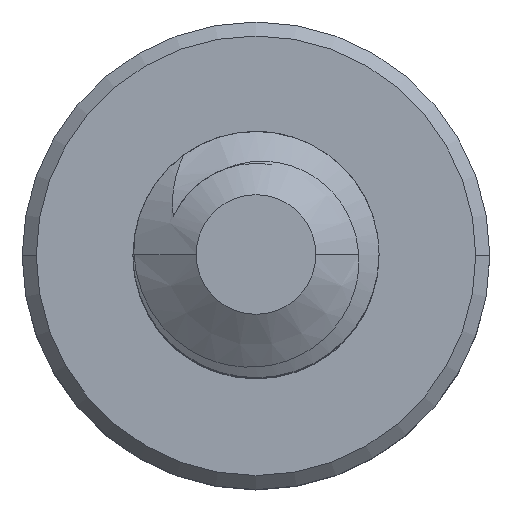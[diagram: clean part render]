
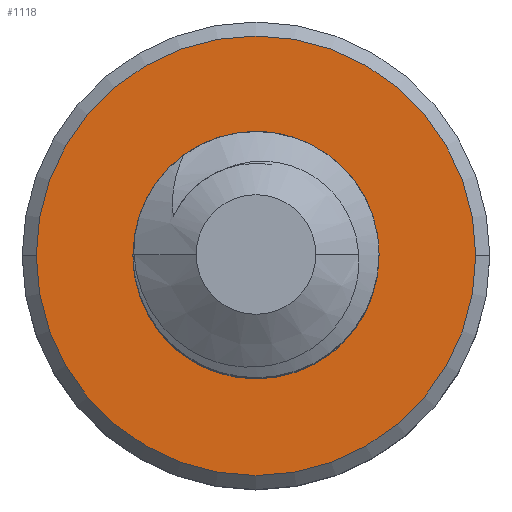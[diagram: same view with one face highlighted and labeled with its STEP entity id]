
A CAD part, top view. The second image highlights one B-rep face of the part: STEP entity #1118.
In plain terms, the highlighted planar face has unit normal (0, 0, 1).
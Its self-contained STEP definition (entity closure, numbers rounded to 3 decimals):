
#25 = ORIENTED_EDGE ( 'NONE', *, *, #2360, .F. ) ;
#133 = DIRECTION ( 'NONE',  ( 0., 0., 1. ) ) ;
#280 = EDGE_CURVE ( 'NONE', #3919, #2940, #2438, .T. ) ;
#365 = EDGE_LOOP ( 'NONE', ( #25, #2566 ) ) ;
#606 = DIRECTION ( 'NONE',  ( 1., 0., 0. ) ) ;
#705 = VERTEX_POINT ( 'NONE', #854 ) ;
#826 = FACE_BOUND ( 'NONE', #365, .T. ) ;
#854 = CARTESIAN_POINT ( 'NONE',  ( -1.786, 0., -6. ) ) ;
#891 = AXIS2_PLACEMENT_3D ( 'NONE', #2976, #953, #2255 ) ;
#933 = CIRCLE ( 'NONE', #891, 1.786 ) ;
#953 = DIRECTION ( 'NONE',  ( 0., 0., 1. ) ) ;
#1016 = CARTESIAN_POINT ( 'NONE',  ( 1.786, 0., -6. ) ) ;
#1084 = ORIENTED_EDGE ( 'NONE', *, *, #4212, .T. ) ;
#1118 = ADVANCED_FACE ( 'NONE', ( #3571, #826 ), #2033, .F. ) ;
#1254 = DIRECTION ( 'NONE',  ( 0., 0., 1. ) ) ;
#1469 = DIRECTION ( 'NONE',  ( -1., 0., 0. ) ) ;
#1572 = CIRCLE ( 'NONE', #4302, 1. ) ;
#1904 = CARTESIAN_POINT ( 'NONE',  ( 1., 0., -6. ) ) ;
#1960 = AXIS2_PLACEMENT_3D ( 'NONE', #3116, #133, #1469 ) ;
#2033 = PLANE ( 'NONE',  #3036 ) ;
#2072 = DIRECTION ( 'NONE',  ( 0., 0., 1. ) ) ;
#2086 = DIRECTION ( 'NONE',  ( 1., 0., 0. ) ) ;
#2255 = DIRECTION ( 'NONE',  ( -1., 0., 0. ) ) ;
#2360 = EDGE_CURVE ( 'NONE', #2940, #3919, #1572, .T. ) ;
#2430 = CARTESIAN_POINT ( 'NONE',  ( 0., 0., -6. ) ) ;
#2438 = CIRCLE ( 'NONE', #3941, 1. ) ;
#2442 = EDGE_CURVE ( 'NONE', #3229, #705, #933, .T. ) ;
#2566 = ORIENTED_EDGE ( 'NONE', *, *, #280, .F. ) ;
#2795 = ORIENTED_EDGE ( 'NONE', *, *, #2442, .T. ) ;
#2940 = VERTEX_POINT ( 'NONE', #1904 ) ;
#2976 = CARTESIAN_POINT ( 'NONE',  ( 0., 0., -6. ) ) ;
#3036 = AXIS2_PLACEMENT_3D ( 'NONE', #3368, #4356, #3043 ) ;
#3043 = DIRECTION ( 'NONE',  ( -1., 0., 0. ) ) ;
#3079 = EDGE_LOOP ( 'NONE', ( #1084, #2795 ) ) ;
#3116 = CARTESIAN_POINT ( 'NONE',  ( 0., 0., -6. ) ) ;
#3229 = VERTEX_POINT ( 'NONE', #1016 ) ;
#3368 = CARTESIAN_POINT ( 'NONE',  ( 0., 0., -6. ) ) ;
#3571 = FACE_OUTER_BOUND ( 'NONE', #3079, .T. ) ;
#3606 = CARTESIAN_POINT ( 'NONE',  ( -1., 0., -6. ) ) ;
#3767 = CIRCLE ( 'NONE', #1960, 1.786 ) ;
#3919 = VERTEX_POINT ( 'NONE', #3606 ) ;
#3941 = AXIS2_PLACEMENT_3D ( 'NONE', #2430, #2072, #2086 ) ;
#4212 = EDGE_CURVE ( 'NONE', #705, #3229, #3767, .T. ) ;
#4274 = CARTESIAN_POINT ( 'NONE',  ( 0., 0., -6. ) ) ;
#4302 = AXIS2_PLACEMENT_3D ( 'NONE', #4274, #1254, #606 ) ;
#4356 = DIRECTION ( 'NONE',  ( 0., 0., -1. ) ) ;
